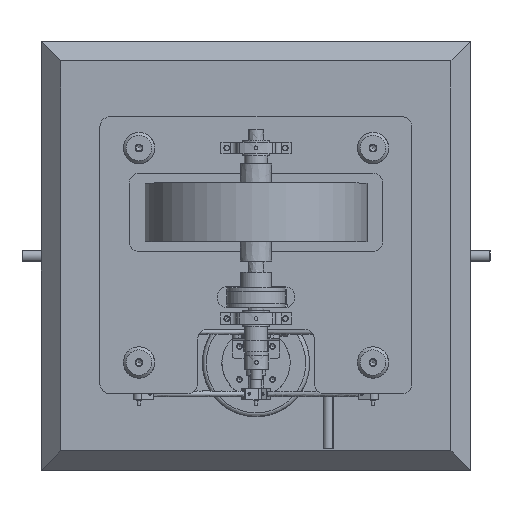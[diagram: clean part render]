
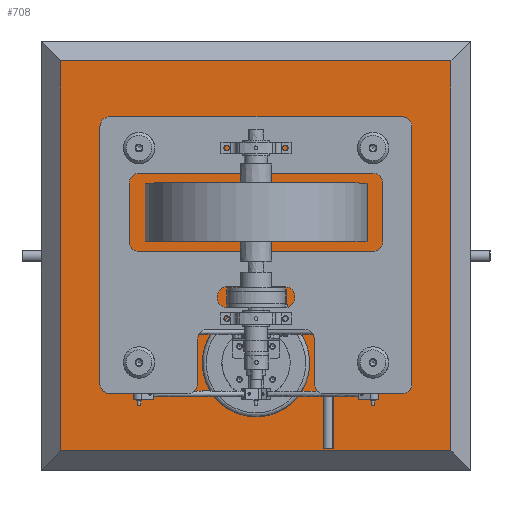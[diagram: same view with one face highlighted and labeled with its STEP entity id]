
A CAD part, top view. The second image highlights one B-rep face of the part: STEP entity #708.
In plain terms, the highlighted free-form (B-spline) face has degree [1, 1] with [2, 2] control points.
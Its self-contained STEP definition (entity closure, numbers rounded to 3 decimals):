
#408 = EDGE_CURVE('',#409,#409,#411,.T.);
#409 = VERTEX_POINT('',#410);
#410 = CARTESIAN_POINT('',(-56.752,-63.871,
    13.532));
#411 = ( BOUNDED_CURVE() B_SPLINE_CURVE(2,(#412,#413,#414,#415,#416,#417
,#418),.UNSPECIFIED.,.T.,.F.) B_SPLINE_CURVE_WITH_KNOTS((1,2,2,2,2,1),(
    -2.094,0.,2.094,4.189,6.283,
8.378),.UNSPECIFIED.) CURVE() GEOMETRIC_REPRESENTATION_ITEM() 
RATIONAL_B_SPLINE_CURVE((1.,0.5,1.,0.5,1.,0.5,1.)) REPRESENTATION_ITEM(
  '') );
#412 = CARTESIAN_POINT('',(-56.752,-63.871,
    13.532));
#413 = CARTESIAN_POINT('',(-60.62,-63.871,
    13.532));
#414 = CARTESIAN_POINT('',(-58.686,-60.521,
    13.532));
#415 = CARTESIAN_POINT('',(-56.752,-57.172,
    13.532));
#416 = CARTESIAN_POINT('',(-54.818,-60.521,
    13.532));
#417 = CARTESIAN_POINT('',(-52.884,-63.871,
    13.532));
#418 = CARTESIAN_POINT('',(-56.752,-63.871,
    13.532));
#456 = EDGE_CURVE('',#457,#457,#459,.T.);
#457 = VERTEX_POINT('',#458);
#458 = CARTESIAN_POINT('',(77.228,-63.871,
    13.532));
#459 = ( BOUNDED_CURVE() B_SPLINE_CURVE(2,(#460,#461,#462,#463,#464,#465
,#466),.UNSPECIFIED.,.T.,.F.) B_SPLINE_CURVE_WITH_KNOTS((1,2,2,2,2,1),(
    -2.094,0.,2.094,4.189,6.283,
8.378),.UNSPECIFIED.) CURVE() GEOMETRIC_REPRESENTATION_ITEM() 
RATIONAL_B_SPLINE_CURVE((1.,0.5,1.,0.5,1.,0.5,1.)) REPRESENTATION_ITEM(
  '') );
#460 = CARTESIAN_POINT('',(77.228,-63.871,
    13.532));
#461 = CARTESIAN_POINT('',(81.095,-63.871,
    13.532));
#462 = CARTESIAN_POINT('',(79.161,-60.521,
    13.532));
#463 = CARTESIAN_POINT('',(77.228,-57.172,
    13.532));
#464 = CARTESIAN_POINT('',(75.294,-60.521,
    13.532));
#465 = CARTESIAN_POINT('',(73.36,-63.871,
    13.532));
#466 = CARTESIAN_POINT('',(77.228,-63.871,
    13.532));
#504 = EDGE_CURVE('',#505,#505,#507,.T.);
#505 = VERTEX_POINT('',#506);
#506 = CARTESIAN_POINT('',(10.238,-58.288,
    13.532));
#507 = ( BOUNDED_CURVE() B_SPLINE_CURVE(2,(#508,#509,#510,#511,#512,#513
,#514),.UNSPECIFIED.,.T.,.F.) B_SPLINE_CURVE_WITH_KNOTS((1,2,2,2,2,1),(
    -2.094,0.,2.094,4.189,6.283,
8.378),.UNSPECIFIED.) CURVE() GEOMETRIC_REPRESENTATION_ITEM() 
RATIONAL_B_SPLINE_CURVE((1.,0.5,1.,0.5,1.,0.5,1.)) REPRESENTATION_ITEM(
  '') );
#508 = CARTESIAN_POINT('',(10.238,-58.288,
    13.532));
#509 = CARTESIAN_POINT('',(4.436,-58.288,
    13.532));
#510 = CARTESIAN_POINT('',(7.337,-63.313,13.532
    ));
#511 = CARTESIAN_POINT('',(10.238,-68.337,
    13.532));
#512 = CARTESIAN_POINT('',(13.139,-63.313,
    13.532));
#513 = CARTESIAN_POINT('',(16.039,-58.288,
    13.532));
#514 = CARTESIAN_POINT('',(10.238,-58.288,
    13.532));
#556 = EDGE_CURVE('',#557,#557,#559,.T.);
#557 = VERTEX_POINT('',#558);
#558 = CARTESIAN_POINT('',(10.238,3.119,
    13.532));
#559 = ( BOUNDED_CURVE() B_SPLINE_CURVE(2,(#560,#561,#562,#563,#564,#565
,#566),.UNSPECIFIED.,.T.,.F.) B_SPLINE_CURVE_WITH_KNOTS((1,2,2,2,2,1),(
    -2.094,0.,2.094,4.189,6.283,
8.378),.UNSPECIFIED.) CURVE() GEOMETRIC_REPRESENTATION_ITEM() 
RATIONAL_B_SPLINE_CURVE((1.,0.5,1.,0.5,1.,0.5,1.)) REPRESENTATION_ITEM(
  '') );
#560 = CARTESIAN_POINT('',(10.238,3.119,
    13.532));
#561 = CARTESIAN_POINT('',(4.436,3.119,13.532
    ));
#562 = CARTESIAN_POINT('',(7.337,-1.905,
    13.532));
#563 = CARTESIAN_POINT('',(10.238,-6.93,
    13.532));
#564 = CARTESIAN_POINT('',(13.139,-1.905,
    13.532));
#565 = CARTESIAN_POINT('',(16.039,3.119,13.532
    ));
#566 = CARTESIAN_POINT('',(10.238,3.119,
    13.532));
#608 = EDGE_CURVE('',#609,#609,#611,.T.);
#609 = VERTEX_POINT('',#610);
#610 = CARTESIAN_POINT('',(77.228,63.41,
    13.532));
#611 = ( BOUNDED_CURVE() B_SPLINE_CURVE(2,(#612,#613,#614,#615,#616,#617
,#618),.UNSPECIFIED.,.T.,.F.) B_SPLINE_CURVE_WITH_KNOTS((1,2,2,2,2,1),(
    -2.094,0.,2.094,4.189,6.283,
8.378),.UNSPECIFIED.) CURVE() GEOMETRIC_REPRESENTATION_ITEM() 
RATIONAL_B_SPLINE_CURVE((1.,0.5,1.,0.5,1.,0.5,1.)) REPRESENTATION_ITEM(
  '') );
#612 = CARTESIAN_POINT('',(77.228,63.41,
    13.532));
#613 = CARTESIAN_POINT('',(81.095,63.41,
    13.532));
#614 = CARTESIAN_POINT('',(79.161,60.06,
    13.532));
#615 = CARTESIAN_POINT('',(77.228,56.711,
    13.532));
#616 = CARTESIAN_POINT('',(75.294,60.06,
    13.532));
#617 = CARTESIAN_POINT('',(73.36,63.41,
    13.532));
#618 = CARTESIAN_POINT('',(77.228,63.41,
    13.532));
#660 = EDGE_CURVE('',#661,#661,#663,.T.);
#661 = VERTEX_POINT('',#662);
#662 = CARTESIAN_POINT('',(-56.752,63.41,
    13.532));
#663 = ( BOUNDED_CURVE() B_SPLINE_CURVE(2,(#664,#665,#666,#667,#668,#669
,#670),.UNSPECIFIED.,.T.,.F.) B_SPLINE_CURVE_WITH_KNOTS((1,2,2,2,2,1),(
    -2.094,0.,2.094,4.189,6.283,
8.378),.UNSPECIFIED.) CURVE() GEOMETRIC_REPRESENTATION_ITEM() 
RATIONAL_B_SPLINE_CURVE((1.,0.5,1.,0.5,1.,0.5,1.)) REPRESENTATION_ITEM(
  '') );
#664 = CARTESIAN_POINT('',(-56.752,63.41,
    13.532));
#665 = CARTESIAN_POINT('',(-60.62,63.41,
    13.532));
#666 = CARTESIAN_POINT('',(-58.686,60.06,
    13.532));
#667 = CARTESIAN_POINT('',(-56.752,56.711,
    13.532));
#668 = CARTESIAN_POINT('',(-54.818,60.06,
    13.532));
#669 = CARTESIAN_POINT('',(-52.884,63.41,
    13.532));
#670 = CARTESIAN_POINT('',(-56.752,63.41,
    13.532));
#708 = ADVANCED_FACE('',(#709,#739,#742,#745,#748,#751,#754),#757,.F.);
#709 = FACE_BOUND('',#710,.T.);
#710 = EDGE_LOOP('',(#711,#720,#727,#734));
#711 = ORIENTED_EDGE('',*,*,#712,.T.);
#712 = EDGE_CURVE('',#713,#715,#717,.T.);
#713 = VERTEX_POINT('',#714);
#714 = CARTESIAN_POINT('',(121.888,-111.88,13.532)
  );
#715 = VERTEX_POINT('',#716);
#716 = CARTESIAN_POINT('',(121.888,111.419,13.532)
  );
#717 = B_SPLINE_CURVE_WITH_KNOTS('',1,(#718,#719),.UNSPECIFIED.,.F.,.F.,
  (2,2),(-155.,45.),.PIECEWISE_BEZIER_KNOTS.);
#718 = CARTESIAN_POINT('',(121.888,-111.88,13.532)
  );
#719 = CARTESIAN_POINT('',(121.888,111.419,13.532)
  );
#720 = ORIENTED_EDGE('',*,*,#721,.T.);
#721 = EDGE_CURVE('',#715,#722,#724,.T.);
#722 = VERTEX_POINT('',#723);
#723 = CARTESIAN_POINT('',(-101.412,111.419,
    13.532));
#724 = B_SPLINE_CURVE_WITH_KNOTS('',1,(#725,#726),.UNSPECIFIED.,.F.,.F.,
  (2,2),(-40.,160.),.PIECEWISE_BEZIER_KNOTS.);
#725 = CARTESIAN_POINT('',(121.888,111.419,13.532)
  );
#726 = CARTESIAN_POINT('',(-101.412,111.419,
    13.532));
#727 = ORIENTED_EDGE('',*,*,#728,.T.);
#728 = EDGE_CURVE('',#722,#729,#731,.T.);
#729 = VERTEX_POINT('',#730);
#730 = CARTESIAN_POINT('',(-101.412,-111.88,
    13.532));
#731 = B_SPLINE_CURVE_WITH_KNOTS('',1,(#732,#733),.UNSPECIFIED.,.F.,.F.,
  (2,2),(-45.,155.),.PIECEWISE_BEZIER_KNOTS.);
#732 = CARTESIAN_POINT('',(-101.412,111.419,
    13.532));
#733 = CARTESIAN_POINT('',(-101.412,-111.88,
    13.532));
#734 = ORIENTED_EDGE('',*,*,#735,.T.);
#735 = EDGE_CURVE('',#729,#713,#736,.T.);
#736 = B_SPLINE_CURVE_WITH_KNOTS('',1,(#737,#738),.UNSPECIFIED.,.F.,.F.,
  (2,2),(-160.,40.),.PIECEWISE_BEZIER_KNOTS.);
#737 = CARTESIAN_POINT('',(-101.412,-111.88,
    13.532));
#738 = CARTESIAN_POINT('',(121.888,-111.88,13.532)
  );
#739 = FACE_BOUND('',#740,.T.);
#740 = EDGE_LOOP('',(#741));
#741 = ORIENTED_EDGE('',*,*,#608,.T.);
#742 = FACE_BOUND('',#743,.T.);
#743 = EDGE_LOOP('',(#744));
#744 = ORIENTED_EDGE('',*,*,#556,.F.);
#745 = FACE_BOUND('',#746,.T.);
#746 = EDGE_LOOP('',(#747));
#747 = ORIENTED_EDGE('',*,*,#504,.F.);
#748 = FACE_BOUND('',#749,.T.);
#749 = EDGE_LOOP('',(#750));
#750 = ORIENTED_EDGE('',*,*,#456,.F.);
#751 = FACE_BOUND('',#752,.T.);
#752 = EDGE_LOOP('',(#753));
#753 = ORIENTED_EDGE('',*,*,#408,.T.);
#754 = FACE_BOUND('',#755,.T.);
#755 = EDGE_LOOP('',(#756));
#756 = ORIENTED_EDGE('',*,*,#660,.F.);
#757 = B_SPLINE_SURFACE_WITH_KNOTS('',1,1,(
    (#758,#759)
    ,(#760,#761
    )),.UNSPECIFIED.,.F.,.F.,.F.,(2,2),(2,2),(-45.,
    155.),(-40.,160.),.PIECEWISE_BEZIER_KNOTS.);
#758 = CARTESIAN_POINT('',(121.888,111.419,13.532)
  );
#759 = CARTESIAN_POINT('',(-101.412,111.419,
    13.532));
#760 = CARTESIAN_POINT('',(121.888,-111.88,13.532)
  );
#761 = CARTESIAN_POINT('',(-101.412,-111.88,
    13.532));
